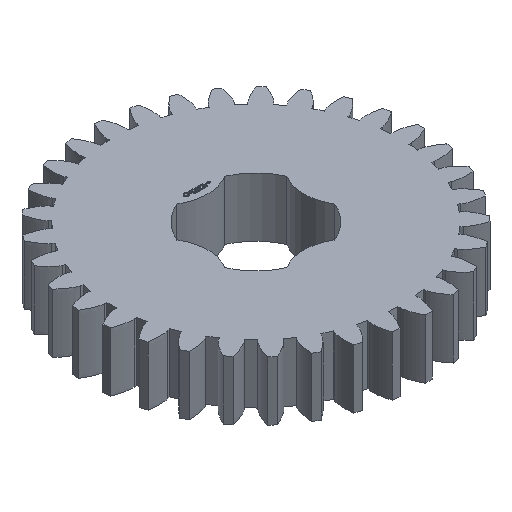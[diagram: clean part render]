
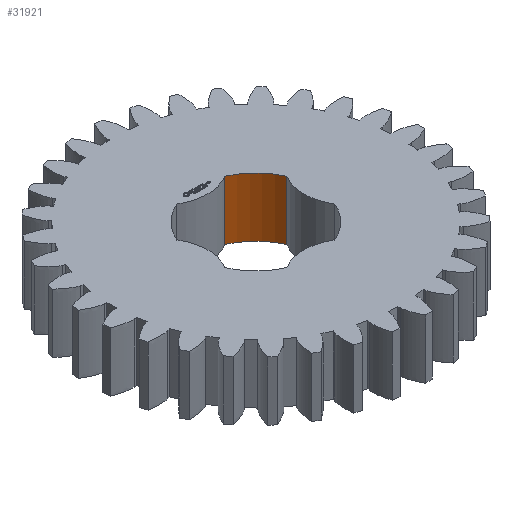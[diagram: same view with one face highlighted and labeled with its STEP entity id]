
A CAD part, isometric view. The second image highlights one B-rep face of the part: STEP entity #31921.
In plain terms, the highlighted cylindrical face has radius 6.35 mm (diameter 12.7 mm), a partial arc.
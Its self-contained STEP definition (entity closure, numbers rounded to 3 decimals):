
#93 = PLANE('',#94);
#94 = AXIS2_PLACEMENT_3D('',#95,#96,#97);
#95 = CARTESIAN_POINT('',(0.,0.,6.25));
#96 = DIRECTION('',(0.,0.,1.));
#97 = DIRECTION('',(1.,0.,0.));
#168 = PLANE('',#169);
#169 = AXIS2_PLACEMENT_3D('',#170,#171,#172);
#170 = CARTESIAN_POINT('',(0.,0.,0.));
#171 = DIRECTION('',(0.,0.,1.));
#172 = DIRECTION('',(1.,0.,0.));
#9620 = VERTEX_POINT('',#9621);
#9621 = CARTESIAN_POINT('',(2.55,5.816,0.));
#9636 = CYLINDRICAL_SURFACE('',#9637,4.9);
#9637 = AXIS2_PLACEMENT_3D('',#9638,#9639,#9640);
#9638 = CARTESIAN_POINT('',(0.,10.,0.));
#9639 = DIRECTION('',(0.,-0.,-1.));
#9640 = DIRECTION('',(0.707,0.707,0.));
#9648 = EDGE_CURVE('',#9649,#9620,#9651,.T.);
#9649 = VERTEX_POINT('',#9650);
#9650 = CARTESIAN_POINT('',(5.816,2.55,0.));
#9651 = SURFACE_CURVE('',#9652,(#9657,#9664),.PCURVE_S1.);
#9652 = CIRCLE('',#9653,6.35);
#9653 = AXIS2_PLACEMENT_3D('',#9654,#9655,#9656);
#9654 = CARTESIAN_POINT('',(0.,0.,0.));
#9655 = DIRECTION('',(0.,-0.,1.));
#9656 = DIRECTION('',(0.707,0.707,0.));
#9657 = PCURVE('',#168,#9658);
#9658 = DEFINITIONAL_REPRESENTATION('',(#9659),#9663);
#9659 = CIRCLE('',#9660,6.35);
#9660 = AXIS2_PLACEMENT_2D('',#9661,#9662);
#9661 = CARTESIAN_POINT('',(0.,0.));
#9662 = DIRECTION('',(0.707,0.707));
#9663 = ( GEOMETRIC_REPRESENTATION_CONTEXT(2) 
PARAMETRIC_REPRESENTATION_CONTEXT() REPRESENTATION_CONTEXT('2D SPACE',''
  ) );
#9664 = PCURVE('',#9665,#9670);
#9665 = CYLINDRICAL_SURFACE('',#9666,6.35);
#9666 = AXIS2_PLACEMENT_3D('',#9667,#9668,#9669);
#9667 = CARTESIAN_POINT('',(0.,0.,0.));
#9668 = DIRECTION('',(0.,-0.,-1.));
#9669 = DIRECTION('',(0.707,0.707,0.));
#9670 = DEFINITIONAL_REPRESENTATION('',(#9671),#9675);
#9671 = LINE('',#9672,#9673);
#9672 = CARTESIAN_POINT('',(-0.,0.));
#9673 = VECTOR('',#9674,1.);
#9674 = DIRECTION('',(-1.,0.));
#9675 = ( GEOMETRIC_REPRESENTATION_CONTEXT(2) 
PARAMETRIC_REPRESENTATION_CONTEXT() REPRESENTATION_CONTEXT('2D SPACE',''
  ) );
#9694 = CYLINDRICAL_SURFACE('',#9695,4.9);
#9695 = AXIS2_PLACEMENT_3D('',#9696,#9697,#9698);
#9696 = CARTESIAN_POINT('',(10.,0.,0.));
#9697 = DIRECTION('',(0.,-0.,-1.));
#9698 = DIRECTION('',(0.707,0.707,0.));
#16514 = VERTEX_POINT('',#16515);
#16515 = CARTESIAN_POINT('',(2.55,5.816,6.25));
#16537 = EDGE_CURVE('',#16538,#16514,#16540,.T.);
#16538 = VERTEX_POINT('',#16539);
#16539 = CARTESIAN_POINT('',(5.816,2.55,6.25));
#16540 = SURFACE_CURVE('',#16541,(#16546,#16553),.PCURVE_S1.);
#16541 = CIRCLE('',#16542,6.35);
#16542 = AXIS2_PLACEMENT_3D('',#16543,#16544,#16545);
#16543 = CARTESIAN_POINT('',(0.,0.,6.25)
  );
#16544 = DIRECTION('',(0.,-0.,1.));
#16545 = DIRECTION('',(0.707,0.707,0.));
#16546 = PCURVE('',#93,#16547);
#16547 = DEFINITIONAL_REPRESENTATION('',(#16548),#16552);
#16548 = CIRCLE('',#16549,6.35);
#16549 = AXIS2_PLACEMENT_2D('',#16550,#16551);
#16550 = CARTESIAN_POINT('',(0.,0.));
#16551 = DIRECTION('',(0.707,0.707));
#16552 = ( GEOMETRIC_REPRESENTATION_CONTEXT(2) 
PARAMETRIC_REPRESENTATION_CONTEXT() REPRESENTATION_CONTEXT('2D SPACE',''
  ) );
#16553 = PCURVE('',#9665,#16554);
#16554 = DEFINITIONAL_REPRESENTATION('',(#16555),#16559);
#16555 = LINE('',#16556,#16557);
#16556 = CARTESIAN_POINT('',(-0.,-6.25));
#16557 = VECTOR('',#16558,1.);
#16558 = DIRECTION('',(-1.,0.));
#16559 = ( GEOMETRIC_REPRESENTATION_CONTEXT(2) 
PARAMETRIC_REPRESENTATION_CONTEXT() REPRESENTATION_CONTEXT('2D SPACE',''
  ) );
#31898 = EDGE_CURVE('',#9649,#16538,#31899,.T.);
#31899 = SURFACE_CURVE('',#31900,(#31904,#31911),.PCURVE_S1.);
#31900 = LINE('',#31901,#31902);
#31901 = CARTESIAN_POINT('',(5.816,2.55,0.));
#31902 = VECTOR('',#31903,1.);
#31903 = DIRECTION('',(0.,0.,1.));
#31904 = PCURVE('',#9694,#31905);
#31905 = DEFINITIONAL_REPRESENTATION('',(#31906),#31910);
#31906 = LINE('',#31907,#31908);
#31907 = CARTESIAN_POINT('',(-1.809,0.));
#31908 = VECTOR('',#31909,1.);
#31909 = DIRECTION('',(-0.,-1.));
#31910 = ( GEOMETRIC_REPRESENTATION_CONTEXT(2) 
PARAMETRIC_REPRESENTATION_CONTEXT() REPRESENTATION_CONTEXT('2D SPACE',''
  ) );
#31911 = PCURVE('',#9665,#31912);
#31912 = DEFINITIONAL_REPRESENTATION('',(#31913),#31917);
#31913 = LINE('',#31914,#31915);
#31914 = CARTESIAN_POINT('',(-5.911,0.));
#31915 = VECTOR('',#31916,1.);
#31916 = DIRECTION('',(-0.,-1.));
#31917 = ( GEOMETRIC_REPRESENTATION_CONTEXT(2) 
PARAMETRIC_REPRESENTATION_CONTEXT() REPRESENTATION_CONTEXT('2D SPACE',''
  ) );
#31921 = ADVANCED_FACE('',(#31922),#9665,.F.);
#31922 = FACE_BOUND('',#31923,.T.);
#31923 = EDGE_LOOP('',(#31924,#31925,#31926,#31947));
#31924 = ORIENTED_EDGE('',*,*,#31898,.T.);
#31925 = ORIENTED_EDGE('',*,*,#16537,.T.);
#31926 = ORIENTED_EDGE('',*,*,#31927,.F.);
#31927 = EDGE_CURVE('',#9620,#16514,#31928,.T.);
#31928 = SURFACE_CURVE('',#31929,(#31933,#31940),.PCURVE_S1.);
#31929 = LINE('',#31930,#31931);
#31930 = CARTESIAN_POINT('',(2.55,5.816,0.));
#31931 = VECTOR('',#31932,1.);
#31932 = DIRECTION('',(0.,0.,1.));
#31933 = PCURVE('',#9665,#31934);
#31934 = DEFINITIONAL_REPRESENTATION('',(#31935),#31939);
#31935 = LINE('',#31936,#31937);
#31936 = CARTESIAN_POINT('',(-6.655,0.));
#31937 = VECTOR('',#31938,1.);
#31938 = DIRECTION('',(-0.,-1.));
#31939 = ( GEOMETRIC_REPRESENTATION_CONTEXT(2) 
PARAMETRIC_REPRESENTATION_CONTEXT() REPRESENTATION_CONTEXT('2D SPACE',''
  ) );
#31940 = PCURVE('',#9636,#31941);
#31941 = DEFINITIONAL_REPRESENTATION('',(#31942),#31946);
#31942 = LINE('',#31943,#31944);
#31943 = CARTESIAN_POINT('',(-4.474,0.));
#31944 = VECTOR('',#31945,1.);
#31945 = DIRECTION('',(-0.,-1.));
#31946 = ( GEOMETRIC_REPRESENTATION_CONTEXT(2) 
PARAMETRIC_REPRESENTATION_CONTEXT() REPRESENTATION_CONTEXT('2D SPACE',''
  ) );
#31947 = ORIENTED_EDGE('',*,*,#9648,.F.);
